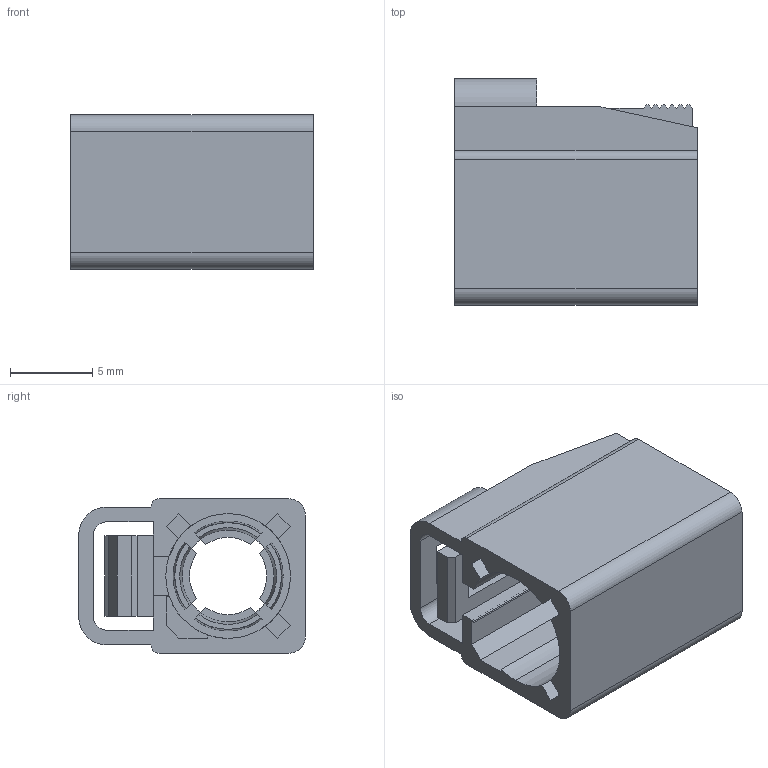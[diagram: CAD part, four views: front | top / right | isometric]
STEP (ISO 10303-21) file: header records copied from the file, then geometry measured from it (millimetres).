
FILE_DESCRIPTION((''),'2;1');
FILE_NAME('S-92802','2019-05-23T',('t01287'),(''),'PRO/ENGINEER BY PARAMETRIC TECHNOLOGY CORPORATION, 2007450','PRO/ENGINEER BY PARAMETRIC TECHNOLOGY CORPORATION, 2007450','');
FILE_SCHEMA(('AUTOMOTIVE_DESIGN_CC2 { 1 2 10303 214 -1 1 5 2 }'));
Length unit declared in the file: millimetre
Products named in the file (1): S-92802
Bounding box: 14.8 x 13.8 x 9.4 mm (x, y, z)
Volume: 801.8 mm3; surface area: 1620.1 mm2
Topology: 1 solids, 1 shells, 253 faces, 702 edges, 468 vertices
Faces by surface type: plane 183, extrusion 29, cylinder 26, cone 15
Entity records: 11245 total; most frequent: CARTESIAN_POINT 2926, ORIENTED_EDGE 1404, DIRECTION 1193, EDGE_CURVE 702, VECTOR 553, LINE 524, VERTEX_POINT 468, AXIS2_PLACEMENT_3D 320
